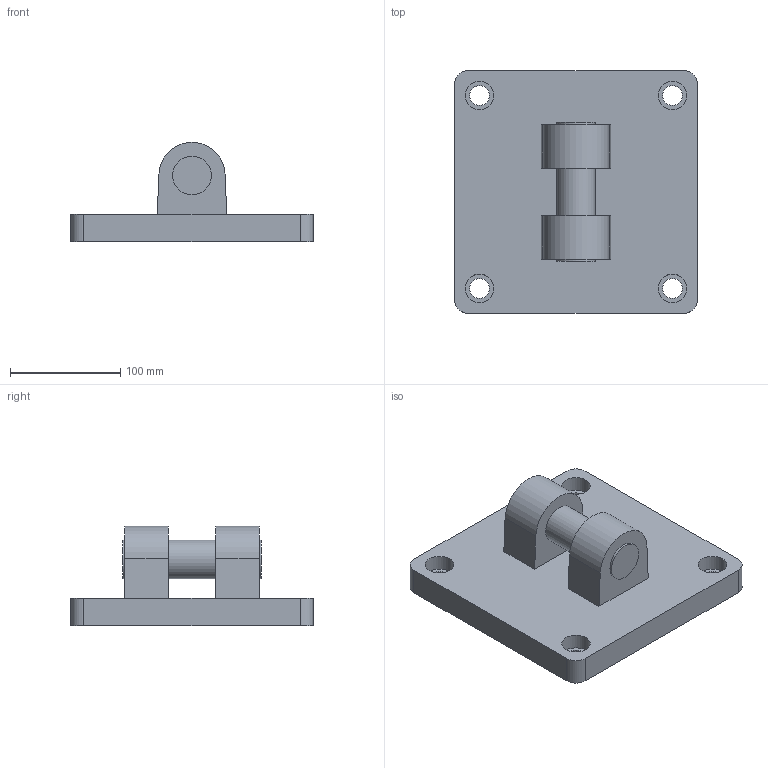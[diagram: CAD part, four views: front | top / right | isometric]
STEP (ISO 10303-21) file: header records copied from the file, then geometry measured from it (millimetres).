
FILE_DESCRIPTION((''),'2;1');
FILE_NAME('1320_200_30F.stp','2006-07-11T17:37:25',('rivolro1'),(''),'Autodesk Inventor 11','Autodesk Inventor 11','');
FILE_SCHEMA(('AUTOMOTIVE_DESIGN { 1 0 10303 214 1 1 1 1 }'));
Length unit declared in the file: millimetre
Products named in the file (1): 1320_200_30F
Bounding box: 220 x 220 x 90 mm (x, y, z)
Volume: 1471089.9 mm3; surface area: 149756 mm2
Topology: 1 solids, 1 shells, 39 faces, 84 edges, 56 vertices
Faces by surface type: plane 16, bspline 14, cylinder 9
Full cylindrical faces by diameter (mm): 35 x3
Entity records: 1174 total; most frequent: CARTESIAN_POINT 336, DIRECTION 160, ORIENTED_EDGE 144, EDGE_CURVE 72, EDGE_LOOP 70, AXIS2_PLACEMENT_3D 62, VERTEX_POINT 56, FACE_OUTER_BOUND 39
